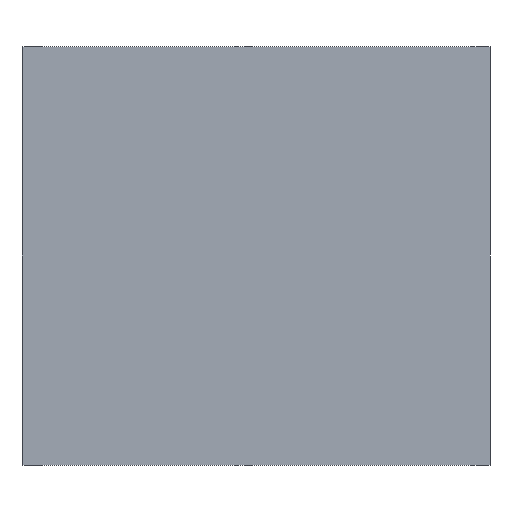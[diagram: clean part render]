
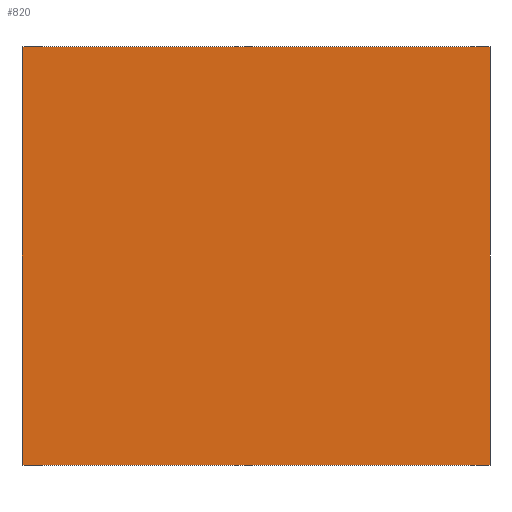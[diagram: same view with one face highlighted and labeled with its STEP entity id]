
A CAD part, front view. The second image highlights one B-rep face of the part: STEP entity #820.
In plain terms, the highlighted planar face has unit normal (0, -1, 0).
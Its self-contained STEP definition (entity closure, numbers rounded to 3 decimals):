
#21 = FACE_OUTER_BOUND ( 'NONE', #270, .T. ) ;
#80 = CARTESIAN_POINT ( 'NONE',  ( -280.5, 0., 251. ) ) ;
#87 = EDGE_CURVE ( 'NONE', #556, #263, #153, .T. ) ;
#153 = LINE ( 'NONE', #161, #382 ) ;
#161 = CARTESIAN_POINT ( 'NONE',  ( 280.5, 0., -1748.739 ) ) ;
#184 = VECTOR ( 'NONE', #205, 1000. ) ;
#186 = DIRECTION ( 'NONE',  ( 1., 0., 0. ) ) ;
#196 = ORIENTED_EDGE ( 'NONE', *, *, #87, .T. ) ;
#205 = DIRECTION ( 'NONE',  ( 0., 0., -1. ) ) ;
#212 = CARTESIAN_POINT ( 'NONE',  ( -280.5, 0., 1748.739 ) ) ;
#217 = DIRECTION ( 'NONE',  ( -1., 0., 0. ) ) ;
#237 = EDGE_CURVE ( 'NONE', #422, #556, #532, .T. ) ;
#259 = ORIENTED_EDGE ( 'NONE', *, *, #770, .T. ) ;
#263 = VERTEX_POINT ( 'NONE', #485 ) ;
#270 = EDGE_LOOP ( 'NONE', ( #574, #882, #196, #259 ) ) ;
#277 = DIRECTION ( 'NONE',  ( 1., 0., 0. ) ) ;
#354 = CARTESIAN_POINT ( 'NONE',  ( 0., 0., 0. ) ) ;
#360 = PLANE ( 'NONE',  #444 ) ;
#363 = CARTESIAN_POINT ( 'NONE',  ( 1955.239, 0., 251. ) ) ;
#382 = VECTOR ( 'NONE', #717, 1000. ) ;
#422 = VERTEX_POINT ( 'NONE', #623 ) ;
#430 = VECTOR ( 'NONE', #186, 1000. ) ;
#433 = LINE ( 'NONE', #212, #184 ) ;
#437 = DIRECTION ( 'NONE',  ( 0., 1., 0. ) ) ;
#444 = AXIS2_PLACEMENT_3D ( 'NONE', #354, #437, #277 ) ;
#485 = CARTESIAN_POINT ( 'NONE',  ( 280.5, 0., 251. ) ) ;
#532 = LINE ( 'NONE', #811, #430 ) ;
#556 = VERTEX_POINT ( 'NONE', #736 ) ;
#574 = ORIENTED_EDGE ( 'NONE', *, *, #729, .T. ) ;
#623 = CARTESIAN_POINT ( 'NONE',  ( -280.5, 0., -251. ) ) ;
#717 = DIRECTION ( 'NONE',  ( 0., 0., 1. ) ) ;
#729 = EDGE_CURVE ( 'NONE', #813, #422, #433, .T. ) ;
#736 = CARTESIAN_POINT ( 'NONE',  ( 280.5, 0., -251. ) ) ;
#770 = EDGE_CURVE ( 'NONE', #263, #813, #837, .T. ) ;
#811 = CARTESIAN_POINT ( 'NONE',  ( -1955.239, 0., -251. ) ) ;
#813 = VERTEX_POINT ( 'NONE', #80 ) ;
#820 = ADVANCED_FACE ( 'NONE', ( #21 ), #360, .F. ) ;
#837 = LINE ( 'NONE', #363, #889 ) ;
#882 = ORIENTED_EDGE ( 'NONE', *, *, #237, .T. ) ;
#889 = VECTOR ( 'NONE', #217, 1000. ) ;
